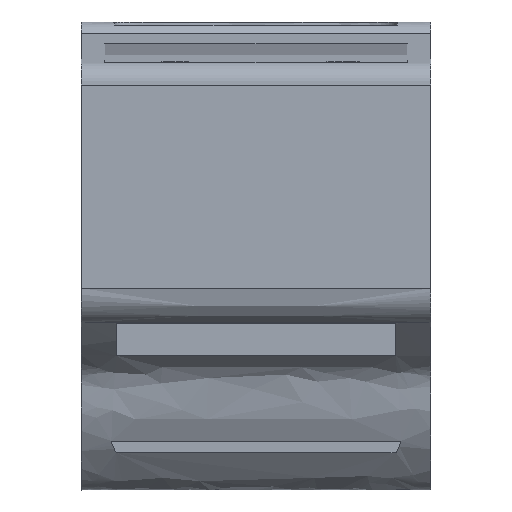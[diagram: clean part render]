
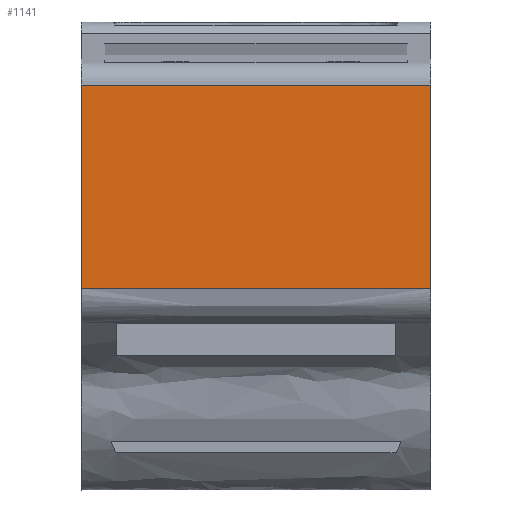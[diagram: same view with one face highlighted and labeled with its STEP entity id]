
A CAD part, top view. The second image highlights one B-rep face of the part: STEP entity #1141.
In plain terms, the highlighted planar face has unit normal (0, 0, 1).
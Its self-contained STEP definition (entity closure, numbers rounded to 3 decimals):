
#51=B_SPLINE_CURVE_WITH_KNOTS('',3,(#2842,#2843,#2844,#2845),
 .UNSPECIFIED.,.F.,.F.,(4,4),(-30.,0.),.UNSPECIFIED.);
#109=FACE_OUTER_BOUND('',#171,.T.);
#171=EDGE_LOOP('',(#891,#892,#893,#894));
#241=LINE('',#1582,#368);
#290=LINE('',#2839,#417);
#291=LINE('',#2846,#418);
#368=VECTOR('',#1290,10.);
#417=VECTOR('',#1383,10.);
#418=VECTOR('',#1386,10.);
#492=VERTEX_POINT('',#1570);
#493=VERTEX_POINT('',#1581);
#538=VERTEX_POINT('',#2835);
#540=VERTEX_POINT('',#2841);
#602=EDGE_CURVE('',#492,#493,#241,.T.);
#673=EDGE_CURVE('',#493,#538,#290,.T.);
#674=EDGE_CURVE('',#540,#492,#51,.T.);
#675=EDGE_CURVE('',#538,#540,#291,.T.);
#891=ORIENTED_EDGE('',*,*,#673,.F.);
#892=ORIENTED_EDGE('',*,*,#602,.F.);
#893=ORIENTED_EDGE('',*,*,#674,.F.);
#894=ORIENTED_EDGE('',*,*,#675,.F.);
#1084=PLANE('',#1215);
#1141=ADVANCED_FACE('',(#109),#1084,.T.);
#1215=AXIS2_PLACEMENT_3D('',#2840,#1384,#1385);
#1290=DIRECTION('',(0.,1.,0.));
#1383=DIRECTION('',(1.,0.,0.));
#1384=DIRECTION('center_axis',(0.,0.,1.));
#1385=DIRECTION('ref_axis',(0.,-1.,0.));
#1386=DIRECTION('',(0.,-1.,0.));
#1570=CARTESIAN_POINT('',(0.,11.135,200.));
#1581=CARTESIAN_POINT('',(0.,185.585,200.));
#1582=CARTESIAN_POINT('',(0.,-10.,200.));
#2835=CARTESIAN_POINT('',(300.,185.585,200.));
#2839=CARTESIAN_POINT('',(0.,185.585,200.));
#2840=CARTESIAN_POINT('Origin',(0.,200.,200.));
#2841=CARTESIAN_POINT('',(300.,11.135,200.));
#2842=CARTESIAN_POINT('Ctrl Pts',(300.,11.135,200.));
#2843=CARTESIAN_POINT('Ctrl Pts',(200.,11.135,200.));
#2844=CARTESIAN_POINT('Ctrl Pts',(100.,11.135,200.));
#2845=CARTESIAN_POINT('Ctrl Pts',(0.,11.135,200.));
#2846=CARTESIAN_POINT('',(300.,-10.,200.));
